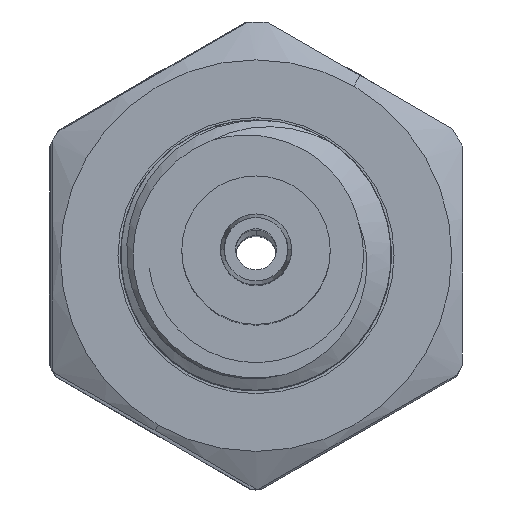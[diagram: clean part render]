
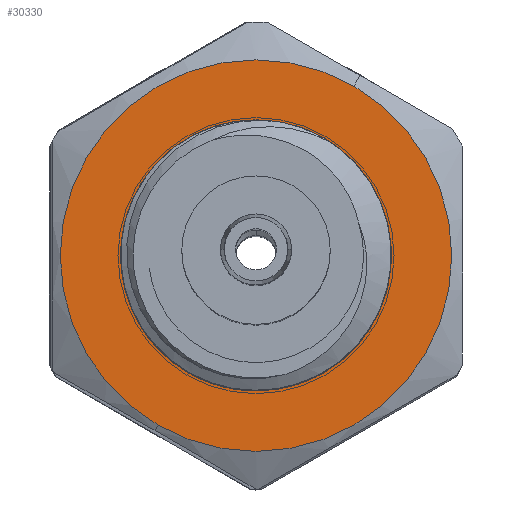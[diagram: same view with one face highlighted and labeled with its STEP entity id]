
A CAD part, top view. The second image highlights one B-rep face of the part: STEP entity #30330.
In plain terms, the highlighted face is planar.
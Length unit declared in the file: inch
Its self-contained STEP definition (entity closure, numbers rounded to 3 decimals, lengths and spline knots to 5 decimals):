
#29310=CARTESIAN_POINT('',(0.00378,0.19753,0.));
#29311=DIRECTION('',(0.019,1.,0.));
#29312=DIRECTION('',(1.,-0.019,0.));
#29313=AXIS2_PLACEMENT_3D('',#29310,#29311,#29312);
#29315=CARTESIAN_POINT('',(0.00378,0.19753,0.));
#29316=DIRECTION('',(0.019,1.,0.));
#29317=DIRECTION('',(-1.,0.019,0.));
#29318=AXIS2_PLACEMENT_3D('',#29315,#29316,#29317);
#29324=CARTESIAN_POINT('',(0.00378,0.19753,0.));
#29325=DIRECTION('',(0.019,1.,0.));
#29326=DIRECTION('',(-1.,0.019,0.));
#29327=AXIS2_PLACEMENT_3D('',#29324,#29325,#29326);
#29329=CARTESIAN_POINT('',(0.00378,0.19753,0.));
#29330=DIRECTION('',(0.019,1.,0.));
#29331=DIRECTION('',(1.,-0.019,0.));
#29332=AXIS2_PLACEMENT_3D('',#29329,#29330,#29331);
#29863=CARTESIAN_POINT('',(-0.23491,0.20209,0.));
#29864=CARTESIAN_POINT('',(0.24247,0.19296,0.));
#29865=VERTEX_POINT('',#29863);
#29866=VERTEX_POINT('',#29864);
#29867=CARTESIAN_POINT('',(0.136,0.195,0.));
#29868=CARTESIAN_POINT('',(-0.12844,0.20006,0.));
#29869=VERTEX_POINT('',#29867);
#29870=VERTEX_POINT('',#29868);
#30315=CARTESIAN_POINT('',(0.136,0.195,0.));
#30316=DIRECTION('',(0.019,1.,0.));
#30317=DIRECTION('',(-1.,0.019,0.));
#30318=AXIS2_PLACEMENT_3D('',#30315,#30316,#30317);
#30319=PLANE('',#30318);
#30320=ORIENTED_EDGE('',*,*,#30293,.F.);
#30321=ORIENTED_EDGE('',*,*,#30283,.F.);
#30322=EDGE_LOOP('',(#30320,#30321));
#30323=FACE_OUTER_BOUND('',#30322,.F.);
#30325=ORIENTED_EDGE('',*,*,#30324,.T.);
#30327=ORIENTED_EDGE('',*,*,#30326,.T.);
#30328=EDGE_LOOP('',(#30325,#30327));
#30329=FACE_BOUND('',#30328,.F.);
#30330=ADVANCED_FACE('',(#30323,#30329),#30319,.T.);
#29314=CIRCLE('',#29313,0.23873);
#29319=CIRCLE('',#29318,0.23873);
#29328=CIRCLE('',#29327,0.13225);
#29333=CIRCLE('',#29332,0.13225);
#30283=EDGE_CURVE('',#29866,#29865,#29314,.T.);
#30293=EDGE_CURVE('',#29865,#29866,#29319,.T.);
#30324=EDGE_CURVE('',#29870,#29869,#29328,.T.);
#30326=EDGE_CURVE('',#29869,#29870,#29333,.T.);
